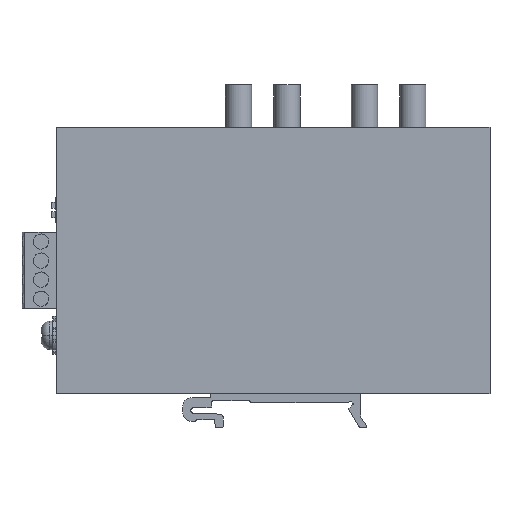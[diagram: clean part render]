
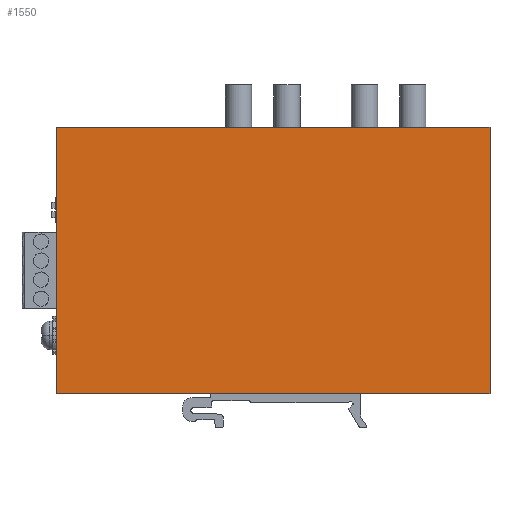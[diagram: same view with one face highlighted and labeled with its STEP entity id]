
A CAD part, left-side view. The second image highlights one B-rep face of the part: STEP entity #1550.
In plain terms, the highlighted planar face has unit normal (-1, 0, 0).
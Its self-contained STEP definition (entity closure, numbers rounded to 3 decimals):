
#1530=AXIS2_PLACEMENT_3D('Plane Axis2P3D',#1527,#1528,#1529) ;
#412=CARTESIAN_POINT('Vertex',(0.,114.,78.8)) ;
#415=CARTESIAN_POINT('Line Origine',(0.,57.,78.8)) ;
#419=CARTESIAN_POINT('Vertex',(0.,0.,78.8)) ;
#1343=CARTESIAN_POINT('Vertex',(0.,114.,8.8)) ;
#1346=CARTESIAN_POINT('Line Origine',(0.,114.,43.8)) ;
#1527=CARTESIAN_POINT('Axis2P3D Location',(0.,-1.,77.8)) ;
#1532=CARTESIAN_POINT('Line Origine',(0.,0.,43.8)) ;
#1536=CARTESIAN_POINT('Vertex',(0.,0.,8.8)) ;
#1539=CARTESIAN_POINT('Line Origine',(0.,57.,8.8)) ;
#416=DIRECTION('Vector Direction',(0.,-1.,0.)) ;
#1347=DIRECTION('Vector Direction',(0.,0.,-1.)) ;
#1528=DIRECTION('Axis2P3D Direction',(1.,0.,0.)) ;
#1529=DIRECTION('Axis2P3D XDirection',(0.,-1.,0.)) ;
#1533=DIRECTION('Vector Direction',(0.,0.,-1.)) ;
#1540=DIRECTION('Vector Direction',(0.,1.,0.)) ;
#417=VECTOR('Line Direction',#416,1.) ;
#1348=VECTOR('Line Direction',#1347,1.) ;
#1534=VECTOR('Line Direction',#1533,1.) ;
#1541=VECTOR('Line Direction',#1540,1.) ;
#1545=ORIENTED_EDGE('',*,*,#1538,.F.) ;
#1546=ORIENTED_EDGE('',*,*,#421,.T.) ;
#1547=ORIENTED_EDGE('',*,*,#1350,.F.) ;
#1548=ORIENTED_EDGE('',*,*,#1543,.T.) ;
#1550=ADVANCED_FACE('SWITCH',(#1549),#1531,.F.) ;
#421=EDGE_CURVE('',#420,#413,#418,.F.) ;
#1350=EDGE_CURVE('',#1344,#413,#1349,.F.) ;
#1538=EDGE_CURVE('',#420,#1537,#1535,.T.) ;
#1543=EDGE_CURVE('',#1344,#1537,#1542,.F.) ;
#1544=EDGE_LOOP('',(#1545,#1546,#1547,#1548)) ;
#1549=FACE_OUTER_BOUND('',#1544,.T.) ;
#418=LINE('Line',#415,#417) ;
#1349=LINE('Line',#1346,#1348) ;
#1535=LINE('Line',#1532,#1534) ;
#1542=LINE('Line',#1539,#1541) ;
#1531=PLANE('',#1530) ;
#413=VERTEX_POINT('',#412) ;
#420=VERTEX_POINT('',#419) ;
#1344=VERTEX_POINT('',#1343) ;
#1537=VERTEX_POINT('',#1536) ;
